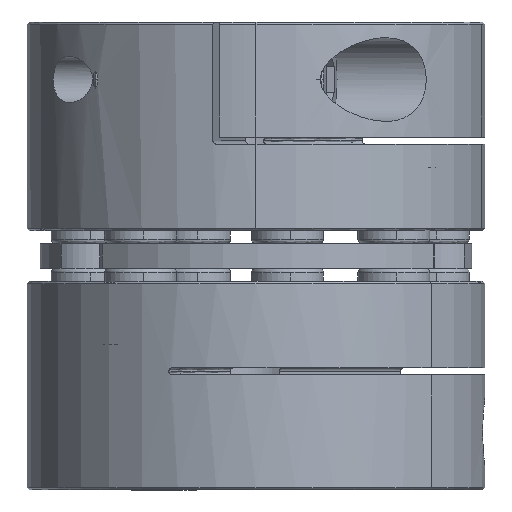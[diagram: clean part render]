
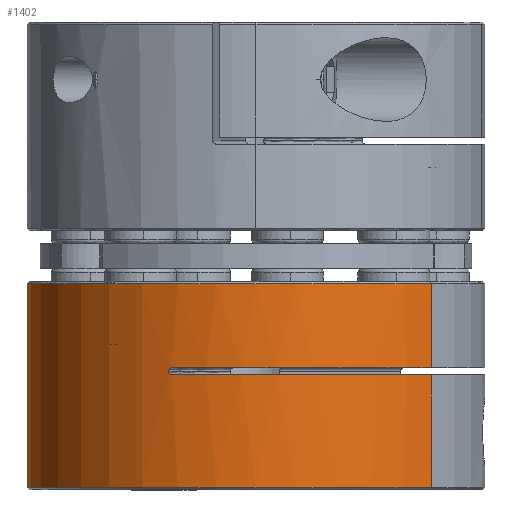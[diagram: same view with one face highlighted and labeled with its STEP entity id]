
A CAD part, left-side view. The second image highlights one B-rep face of the part: STEP entity #1402.
In plain terms, the highlighted cylindrical face has radius 50.5 mm (diameter 101 mm), a partial arc.
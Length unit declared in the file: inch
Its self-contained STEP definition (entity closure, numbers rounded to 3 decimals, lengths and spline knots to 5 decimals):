
#59 = ORIENTED_EDGE ( 'NONE', *, *, #18388, .T. ) ;
#534 = DIRECTION ( 'NONE',  ( 0., 0., -1. ) ) ;
#546 = DIRECTION ( 'NONE',  ( 0., -1., 0. ) ) ;
#781 = DIRECTION ( 'NONE',  ( 0., 0., 1. ) ) ;
#1213 = CARTESIAN_POINT ( 'NONE',  ( 0., 0., 3.00302 ) ) ;
#1270 = CARTESIAN_POINT ( 'NONE',  ( -1.83853, 0.75676, 2.241 ) ) ;
#1358 = CARTESIAN_POINT ( 'NONE',  ( 1.27798, 1.52304, 1.232 ) ) ;
#1402 = ADVANCED_FACE ( 'NONE', ( #9668 ), #9125, .T. ) ;
#1553 = AXIS2_PLACEMENT_3D ( 'NONE', #1213, #4860, #10690 ) ;
#1817 = VERTEX_POINT ( 'NONE', #14992 ) ;
#1912 = CARTESIAN_POINT ( 'NONE',  ( -1.27798, -1.52304, 1.212 ) ) ;
#2099 = CARTESIAN_POINT ( 'NONE',  ( 0., 0., 2.212 ) ) ;
#2119 = CARTESIAN_POINT ( 'NONE',  ( 1.27798, 1.52304, 3.00302 ) ) ;
#2152 = CARTESIAN_POINT ( 'NONE',  ( -1.83853, 0.75676, 2.272 ) ) ;
#2215 = EDGE_CURVE ( 'NONE', #1817, #11453, #8349, .T. ) ;
#2693 = EDGE_CURVE ( 'NONE', #7924, #9690, #14835, .T. ) ;
#2776 = CARTESIAN_POINT ( 'NONE',  ( -1.84985, 0.72867, 2.212 ) ) ;
#3002 = ORIENTED_EDGE ( 'NONE', *, *, #12871, .F. ) ;
#3226 = AXIS2_PLACEMENT_3D ( 'NONE', #2099, #14229, #3834 ) ;
#3424 = DIRECTION ( 'NONE',  ( 0., 0., 1. ) ) ;
#3767 = ORIENTED_EDGE ( 'NONE', *, *, #6421, .T. ) ;
#3834 = DIRECTION ( 'NONE',  ( 0., -1., 0. ) ) ;
#3867 = VERTEX_POINT ( 'NONE', #4773 ) ;
#3878 = VECTOR ( 'NONE', #19552, 39.37008 ) ;
#4198 = DIRECTION ( 'NONE',  ( 0., 0., -1. ) ) ;
#4409 = ORIENTED_EDGE ( 'NONE', *, *, #6925, .T. ) ;
#4437 = CARTESIAN_POINT ( 'NONE',  ( -1.84841, 0.73231, 2.212 ) ) ;
#4515 = CARTESIAN_POINT ( 'NONE',  ( -1.84305, 0.7457, 2.21762 ) ) ;
#4598 = ORIENTED_EDGE ( 'NONE', *, *, #15682, .F. ) ;
#4773 = CARTESIAN_POINT ( 'NONE',  ( -1.27798, -1.52304, 2.212 ) ) ;
#4806 = CARTESIAN_POINT ( 'NONE',  ( 0., 1.98819, 1.232 ) ) ;
#4860 = DIRECTION ( 'NONE',  ( 0., 0., -1. ) ) ;
#4885 = VECTOR ( 'NONE', #5377, 39.37008 ) ;
#5148 = AXIS2_PLACEMENT_3D ( 'NONE', #8620, #20785, #10361 ) ;
#5154 = DIRECTION ( 'NONE',  ( 0., -1., 0. ) ) ;
#5377 = DIRECTION ( 'NONE',  ( 0., 0., -1. ) ) ;
#6237 = CIRCLE ( 'NONE', #7371, 1.98819 ) ;
#6246 = CARTESIAN_POINT ( 'NONE',  ( -1.83853, 0.75676, 2.23316 ) ) ;
#6421 = EDGE_CURVE ( 'NONE', #1817, #11461, #6237, .T. ) ;
#6699 = CARTESIAN_POINT ( 'NONE',  ( -1.84985, 0.72867, 2.272 ) ) ;
#6771 = CIRCLE ( 'NONE', #20913, 1.98819 ) ;
#6925 = EDGE_CURVE ( 'NONE', #7924, #11453, #6771, .T. ) ;
#7371 = AXIS2_PLACEMENT_3D ( 'NONE', #10898, #534, #12647 ) ;
#7813 = AXIS2_PLACEMENT_3D ( 'NONE', #14600, #4198, #16375 ) ;
#7924 = VERTEX_POINT ( 'NONE', #8478 ) ;
#8035 = VECTOR ( 'NONE', #10039, 39.37008 ) ;
#8349 = LINE ( 'NONE', #11270, #17083 ) ;
#8386 = VERTEX_POINT ( 'NONE', #17273 ) ;
#8393 = CIRCLE ( 'NONE', #3226, 1.98819 ) ;
#8478 = CARTESIAN_POINT ( 'NONE',  ( -1.84985, 0.72867, 2.272 ) ) ;
#8498 = LINE ( 'NONE', #2152, #3878 ) ;
#8620 = CARTESIAN_POINT ( 'NONE',  ( 0., 0., 1.232 ) ) ;
#9088 = ORIENTED_EDGE ( 'NONE', *, *, #10211, .T. ) ;
#9125 = CYLINDRICAL_SURFACE ( 'NONE', #11067, 1.98819 ) ;
#9163 = EDGE_CURVE ( 'NONE', #11461, #19590, #9587, .T. ) ;
#9536 = ORIENTED_EDGE ( 'NONE', *, *, #2693, .F. ) ;
#9587 = CIRCLE ( 'NONE', #1553, 1.98819 ) ;
#9665 = ORIENTED_EDGE ( 'NONE', *, *, #2215, .F. ) ;
#9668 = FACE_OUTER_BOUND ( 'NONE', #13667, .T. ) ;
#9690 = VERTEX_POINT ( 'NONE', #14781 ) ;
#10039 = DIRECTION ( 'NONE',  ( 0., 0., 1. ) ) ;
#10185 = CARTESIAN_POINT ( 'NONE',  ( -1.83853, 0.75676, 2.25084 ) ) ;
#10211 = EDGE_CURVE ( 'NONE', #20432, #14046, #16278, .T. ) ;
#10323 = VERTEX_POINT ( 'NONE', #1358 ) ;
#10361 = DIRECTION ( 'NONE',  ( -0.643, -0.766, 0. ) ) ;
#10690 = DIRECTION ( 'NONE',  ( 0., -1., 0. ) ) ;
#10898 = CARTESIAN_POINT ( 'NONE',  ( 0., 0., 3.00302 ) ) ;
#11067 = AXIS2_PLACEMENT_3D ( 'NONE', #18553, #781, #546 ) ;
#11270 = CARTESIAN_POINT ( 'NONE',  ( -1.27798, -1.52304, 1.212 ) ) ;
#11453 = VERTEX_POINT ( 'NONE', #15562 ) ;
#11461 = VERTEX_POINT ( 'NONE', #19067 ) ;
#11506 = DIRECTION ( 'NONE',  ( 0., 0., -1. ) ) ;
#11623 = ORIENTED_EDGE ( 'NONE', *, *, #15470, .F. ) ;
#11938 = CARTESIAN_POINT ( 'NONE',  ( -1.83853, 0.75676, 2.243 ) ) ;
#12647 = DIRECTION ( 'NONE',  ( 0., -1., 0. ) ) ;
#12688 = VERTEX_POINT ( 'NONE', #4806 ) ;
#12821 = ORIENTED_EDGE ( 'NONE', *, *, #21299, .F. ) ;
#12871 = EDGE_CURVE ( 'NONE', #3867, #8386, #19306, .T. ) ;
#12927 = ORIENTED_EDGE ( 'NONE', *, *, #19377, .F. ) ;
#13667 = EDGE_LOOP ( 'NONE', ( #11623, #12927, #4598, #3002, #12821, #9088, #59, #9536, #4409, #9665, #3767, #15125 ) ) ;
#13806 = CARTESIAN_POINT ( 'NONE',  ( 0., 0., 2.272 ) ) ;
#14046 = VERTEX_POINT ( 'NONE', #1270 ) ;
#14229 = DIRECTION ( 'NONE',  ( 0., 0., 1. ) ) ;
#14600 = CARTESIAN_POINT ( 'NONE',  ( 0., 0., 1.232 ) ) ;
#14781 = CARTESIAN_POINT ( 'NONE',  ( -1.83853, 0.75676, 2.243 ) ) ;
#14835 = B_SPLINE_CURVE_WITH_KNOTS ( 'NONE', 3,
 ( #6699, #17159, #15374, #18897, #20626, #22338, #10185, #11938 ),
 .UNSPECIFIED., .F., .F.,
 ( 4, 2, 2, 4 ),
 ( 0., 0.00029, 0.00059, 0.00118 ),
 .UNSPECIFIED. ) ;
#14920 = CARTESIAN_POINT ( 'NONE',  ( -1.8443, 0.74261, 2.21554 ) ) ;
#14992 = CARTESIAN_POINT ( 'NONE',  ( -1.27798, -1.52304, 3.00302 ) ) ;
#15125 = ORIENTED_EDGE ( 'NONE', *, *, #9163, .T. ) ;
#15374 = CARTESIAN_POINT ( 'NONE',  ( -1.847, 0.73587, 2.27128 ) ) ;
#15470 = EDGE_CURVE ( 'NONE', #10323, #19590, #21876, .T. ) ;
#15562 = CARTESIAN_POINT ( 'NONE',  ( -1.27798, -1.52304, 2.272 ) ) ;
#15682 = EDGE_CURVE ( 'NONE', #8386, #12688, #19203, .T. ) ;
#16278 = B_SPLINE_CURVE_WITH_KNOTS ( 'NONE', 3,
 ( #2776, #4437, #20090, #14920, #4515, #16711, #6246, #18435 ),
 .UNSPECIFIED., .F., .F.,
 ( 4, 2, 2, 4 ),
 ( 0., 0.00029, 0.00059, 0.00118 ),
 .UNSPECIFIED. ) ;
#16375 = DIRECTION ( 'NONE',  ( -0.643, -0.766, 0. ) ) ;
#16711 = CARTESIAN_POINT ( 'NONE',  ( -1.83985, 0.75357, 2.22557 ) ) ;
#17083 = VECTOR ( 'NONE', #11506, 39.37008 ) ;
#17159 = CARTESIAN_POINT ( 'NONE',  ( -1.84841, 0.73231, 2.272 ) ) ;
#17273 = CARTESIAN_POINT ( 'NONE',  ( -1.27798, -1.52304, 1.232 ) ) ;
#18388 = EDGE_CURVE ( 'NONE', #14046, #9690, #8498, .T. ) ;
#18435 = CARTESIAN_POINT ( 'NONE',  ( -1.83853, 0.75676, 2.241 ) ) ;
#18553 = CARTESIAN_POINT ( 'NONE',  ( 0., 0., 1.212 ) ) ;
#18897 = CARTESIAN_POINT ( 'NONE',  ( -1.8443, 0.74261, 2.26846 ) ) ;
#19067 = CARTESIAN_POINT ( 'NONE',  ( 0., 1.98819, 3.00302 ) ) ;
#19203 = CIRCLE ( 'NONE', #7813, 1.98819 ) ;
#19306 = LINE ( 'NONE', #1912, #4885 ) ;
#19377 = EDGE_CURVE ( 'NONE', #12688, #10323, #20947, .T. ) ;
#19552 = DIRECTION ( 'NONE',  ( 0., 0., 1. ) ) ;
#19590 = VERTEX_POINT ( 'NONE', #2119 ) ;
#20090 = CARTESIAN_POINT ( 'NONE',  ( -1.847, 0.73587, 2.21272 ) ) ;
#20432 = VERTEX_POINT ( 'NONE', #22093 ) ;
#20481 = CARTESIAN_POINT ( 'NONE',  ( 1.27798, 1.52304, 1.212 ) ) ;
#20626 = CARTESIAN_POINT ( 'NONE',  ( -1.84305, 0.7457, 2.26638 ) ) ;
#20785 = DIRECTION ( 'NONE',  ( 0., 0., -1. ) ) ;
#20913 = AXIS2_PLACEMENT_3D ( 'NONE', #13806, #3424, #5154 ) ;
#20947 = CIRCLE ( 'NONE', #5148, 1.98819 ) ;
#21299 = EDGE_CURVE ( 'NONE', #20432, #3867, #8393, .T. ) ;
#21876 = LINE ( 'NONE', #20481, #8035 ) ;
#22093 = CARTESIAN_POINT ( 'NONE',  ( -1.84985, 0.72867, 2.212 ) ) ;
#22338 = CARTESIAN_POINT ( 'NONE',  ( -1.83985, 0.75357, 2.25843 ) ) ;
